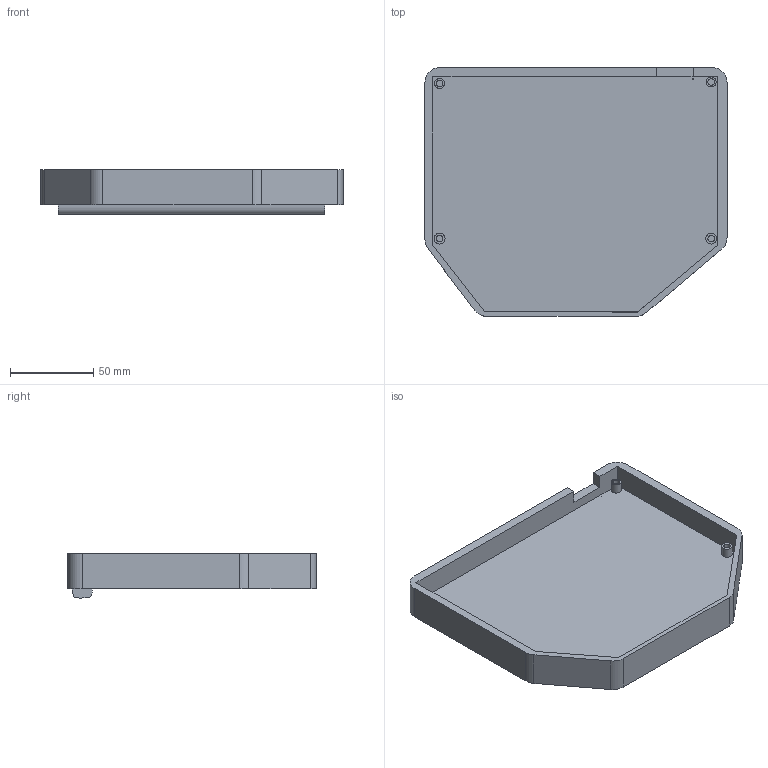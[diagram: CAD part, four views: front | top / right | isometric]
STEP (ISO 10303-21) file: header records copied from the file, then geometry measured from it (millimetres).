
FILE_DESCRIPTION(/* description */ ('STEP AP242 Edition 2','CAx-IF Rec.Pracs.---Representation and Presentation of Product Manufacturing Information (PMI)---4.0---2014-10-13','CAx-IF Rec.Pracs.---3D Tessellated Geometry---0.4---2014-09-14','2;1','CAx-IF Rec.Pracs.---User Defined Attributes---1.5---2016-08-15'),/* implementation_level */ '2;1');
FILE_NAME(/* name */ '6970ce9770230275b23cffc8',/* time_stamp */ '2026-01-21T13:03:20Z',/* author */ (''),/* organization */ (''),/* preprocessor_version */ 'ST-DEVELOPER v20',/* originating_system */ 'ONSHAPE BY PTC INC, 1.209',/* authorisation */ ' ');
FILE_SCHEMA (('AP242_MANAGED_MODEL_BASED_3D_ENGINEERING_MIM_LF { 1 0 10303 442 3 1 4 }'));
Length unit declared in the file: millimetre
Products named in the file (1): Part 1
Bounding box: 181.25 x 149.33 x 26.42 mm (x, y, z)
Volume: 220181.5 mm3; surface area: 78786.6 mm2
Topology: 1 solids, 1 shells, 118 faces, 313 edges, 208 vertices
Faces by surface type: plane 71, bspline 32, cylinder 15
Full cylindrical faces by diameter (mm): 4 x4, 6 x2, 6.5 x2
Entity records: 3743 total; most frequent: CARTESIAN_POINT 998, ORIENTED_EDGE 610, DIRECTION 445, EDGE_CURVE 305, LINE 211, VECTOR 211, VERTEX_POINT 208, EDGE_LOOP 141
